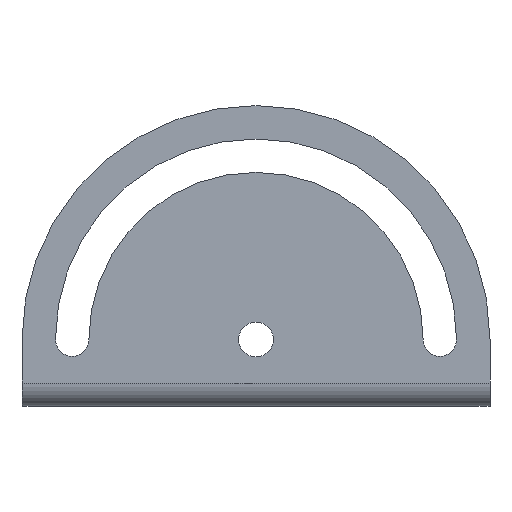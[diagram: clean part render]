
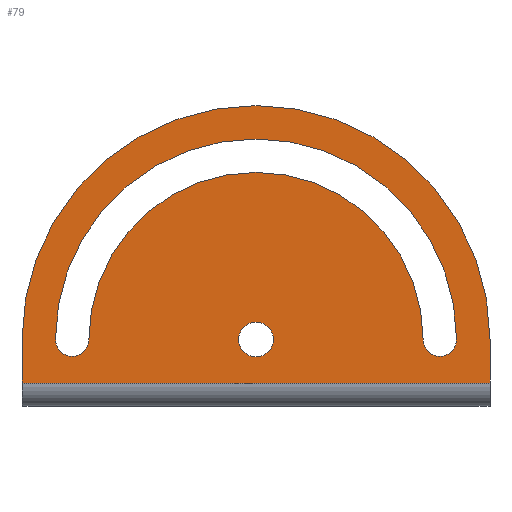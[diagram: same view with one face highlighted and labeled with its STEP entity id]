
A CAD part, front view. The second image highlights one B-rep face of the part: STEP entity #79.
In plain terms, the highlighted planar face has unit normal (0, -1, 0).
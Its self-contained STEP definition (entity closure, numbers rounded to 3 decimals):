
#9 = DIRECTION ( 'NONE',  ( 0., 0., 1. ) ) ;
#21 = CIRCLE ( 'NONE', #936, 2.5 ) ;
#39 = AXIS2_PLACEMENT_3D ( 'NONE', #440, #960, #949 ) ;
#79 = ADVANCED_FACE ( 'NONE', ( #829, #386, #460 ), #234, .T. ) ;
#84 = ORIENTED_EDGE ( 'NONE', *, *, #538, .F. ) ;
#88 = AXIS2_PLACEMENT_3D ( 'NONE', #403, #624, #248 ) ;
#92 = DIRECTION ( 'NONE',  ( 0., 0., -1. ) ) ;
#95 = CARTESIAN_POINT ( 'NONE',  ( 0., -9., 7.5 ) ) ;
#105 = EDGE_CURVE ( 'NONE', #230, #717, #21, .T. ) ;
#133 = CARTESIAN_POINT ( 'NONE',  ( -25., -9., 7.5 ) ) ;
#157 = CIRCLE ( 'NONE', #39, 35. ) ;
#159 = DIRECTION ( 'NONE',  ( 0., 1., 0. ) ) ;
#168 = CARTESIAN_POINT ( 'NONE',  ( 35., -9., 7.5 ) ) ;
#171 = ORIENTED_EDGE ( 'NONE', *, *, #264, .T. ) ;
#172 = CARTESIAN_POINT ( 'NONE',  ( 30., -9., 7.5 ) ) ;
#179 = ORIENTED_EDGE ( 'NONE', *, *, #416, .T. ) ;
#184 = AXIS2_PLACEMENT_3D ( 'NONE', #964, #426, #891 ) ;
#187 = EDGE_CURVE ( 'NONE', #366, #570, #675, .T. ) ;
#206 = CARTESIAN_POINT ( 'NONE',  ( 35., -9., 1. ) ) ;
#214 = ORIENTED_EDGE ( 'NONE', *, *, #374, .F. ) ;
#230 = VERTEX_POINT ( 'NONE', #270 ) ;
#231 = DIRECTION ( 'NONE',  ( 0., 0., -1. ) ) ;
#234 = PLANE ( 'NONE',  #364 ) ;
#238 = CIRCLE ( 'NONE', #365, 2.6 ) ;
#243 = CARTESIAN_POINT ( 'NONE',  ( 0., -9., 42.5 ) ) ;
#245 = CARTESIAN_POINT ( 'NONE',  ( 35., -9., 7.5 ) ) ;
#248 = DIRECTION ( 'NONE',  ( 0., 0., -1. ) ) ;
#264 = EDGE_CURVE ( 'NONE', #836, #377, #337, .T. ) ;
#267 = AXIS2_PLACEMENT_3D ( 'NONE', #308, #974, #901 ) ;
#270 = CARTESIAN_POINT ( 'NONE',  ( 25., -9., 7.5 ) ) ;
#274 = VECTOR ( 'NONE', #9, 1000. ) ;
#291 = CARTESIAN_POINT ( 'NONE',  ( 0., -9., 32.5 ) ) ;
#308 = CARTESIAN_POINT ( 'NONE',  ( 0., -9., 7.5 ) ) ;
#319 = DIRECTION ( 'NONE',  ( 0., -1., 0. ) ) ;
#334 = AXIS2_PLACEMENT_3D ( 'NONE', #95, #940, #775 ) ;
#337 = LINE ( 'NONE', #720, #799 ) ;
#339 = ORIENTED_EDGE ( 'NONE', *, *, #554, .T. ) ;
#343 = CARTESIAN_POINT ( 'NONE',  ( 0., -9., 37.5 ) ) ;
#362 = CARTESIAN_POINT ( 'NONE',  ( 0., -9., 10.1 ) ) ;
#364 = AXIS2_PLACEMENT_3D ( 'NONE', #392, #535, #910 ) ;
#365 = AXIS2_PLACEMENT_3D ( 'NONE', #808, #319, #909 ) ;
#366 = VERTEX_POINT ( 'NONE', #362 ) ;
#369 = CARTESIAN_POINT ( 'NONE',  ( -30., -9., 7.5 ) ) ;
#371 = EDGE_LOOP ( 'NONE', ( #171, #473, #339, #179, #666 ) ) ;
#374 = EDGE_CURVE ( 'NONE', #387, #871, #471, .T. ) ;
#377 = VERTEX_POINT ( 'NONE', #521 ) ;
#384 = DIRECTION ( 'NONE',  ( 0., -1., 0. ) ) ;
#386 = FACE_BOUND ( 'NONE', #697, .T. ) ;
#387 = VERTEX_POINT ( 'NONE', #369 ) ;
#392 = CARTESIAN_POINT ( 'NONE',  ( 0., -9., 7.5 ) ) ;
#395 = CIRCLE ( 'NONE', #935, 30. ) ;
#399 = DIRECTION ( 'NONE',  ( 0., 1., 0. ) ) ;
#400 = EDGE_CURVE ( 'NONE', #377, #433, #874, .T. ) ;
#403 = CARTESIAN_POINT ( 'NONE',  ( 0., -9., 7.5 ) ) ;
#407 = EDGE_LOOP ( 'NONE', ( #423, #963 ) ) ;
#416 = EDGE_CURVE ( 'NONE', #856, #586, #157, .T. ) ;
#423 = ORIENTED_EDGE ( 'NONE', *, *, #187, .F. ) ;
#426 = DIRECTION ( 'NONE',  ( 0., -1., 0. ) ) ;
#431 = DIRECTION ( 'NONE',  ( 1., 0., 0. ) ) ;
#433 = VERTEX_POINT ( 'NONE', #206 ) ;
#440 = CARTESIAN_POINT ( 'NONE',  ( 0., -9., 7.5 ) ) ;
#460 = FACE_OUTER_BOUND ( 'NONE', #371, .T. ) ;
#471 = CIRCLE ( 'NONE', #184, 2.5 ) ;
#473 = ORIENTED_EDGE ( 'NONE', *, *, #400, .T. ) ;
#490 = EDGE_CURVE ( 'NONE', #717, #594, #687, .T. ) ;
#509 = EDGE_CURVE ( 'NONE', #594, #387, #395, .T. ) ;
#521 = CARTESIAN_POINT ( 'NONE',  ( -35., -9., 1. ) ) ;
#535 = DIRECTION ( 'NONE',  ( 0., -1., 0. ) ) ;
#536 = DIRECTION ( 'NONE',  ( 0., -1., 0. ) ) ;
#538 = EDGE_CURVE ( 'NONE', #871, #877, #694, .T. ) ;
#542 = DIRECTION ( 'NONE',  ( 0., 0., -1. ) ) ;
#543 = EDGE_CURVE ( 'NONE', #877, #230, #820, .T. ) ;
#554 = EDGE_CURVE ( 'NONE', #433, #856, #754, .T. ) ;
#568 = AXIS2_PLACEMENT_3D ( 'NONE', #681, #159, #542 ) ;
#570 = VERTEX_POINT ( 'NONE', #693 ) ;
#575 = ORIENTED_EDGE ( 'NONE', *, *, #509, .F. ) ;
#581 = VECTOR ( 'NONE', #431, 1000. ) ;
#586 = VERTEX_POINT ( 'NONE', #243 ) ;
#594 = VERTEX_POINT ( 'NONE', #343 ) ;
#614 = CIRCLE ( 'NONE', #88, 35. ) ;
#624 = DIRECTION ( 'NONE',  ( 0., -1., 0. ) ) ;
#647 = ORIENTED_EDGE ( 'NONE', *, *, #105, .F. ) ;
#666 = ORIENTED_EDGE ( 'NONE', *, *, #913, .T. ) ;
#675 = CIRCLE ( 'NONE', #334, 2.6 ) ;
#681 = CARTESIAN_POINT ( 'NONE',  ( 0., -9., 7.5 ) ) ;
#687 = CIRCLE ( 'NONE', #267, 30. ) ;
#693 = CARTESIAN_POINT ( 'NONE',  ( 0., -9., 4.9 ) ) ;
#694 = CIRCLE ( 'NONE', #568, 25. ) ;
#697 = EDGE_LOOP ( 'NONE', ( #938, #647, #956, #84, #214, #575 ) ) ;
#717 = VERTEX_POINT ( 'NONE', #172 ) ;
#720 = CARTESIAN_POINT ( 'NONE',  ( -35., -9., 7.5 ) ) ;
#754 = LINE ( 'NONE', #168, #274 ) ;
#768 = CARTESIAN_POINT ( 'NONE',  ( 0., -9., 7.5 ) ) ;
#770 = DIRECTION ( 'NONE',  ( 0., 0., -1. ) ) ;
#775 = DIRECTION ( 'NONE',  ( 0., 0., -1. ) ) ;
#799 = VECTOR ( 'NONE', #92, 1000. ) ;
#808 = CARTESIAN_POINT ( 'NONE',  ( 0., -9., 7.5 ) ) ;
#813 = CARTESIAN_POINT ( 'NONE',  ( 0., -9., 1. ) ) ;
#820 = CIRCLE ( 'NONE', #865, 25. ) ;
#829 = FACE_BOUND ( 'NONE', #407, .T. ) ;
#832 = DIRECTION ( 'NONE',  ( 0., 0., -1. ) ) ;
#836 = VERTEX_POINT ( 'NONE', #903 ) ;
#856 = VERTEX_POINT ( 'NONE', #245 ) ;
#865 = AXIS2_PLACEMENT_3D ( 'NONE', #768, #399, #231 ) ;
#871 = VERTEX_POINT ( 'NONE', #133 ) ;
#872 = EDGE_CURVE ( 'NONE', #570, #366, #238, .T. ) ;
#874 = LINE ( 'NONE', #813, #581 ) ;
#877 = VERTEX_POINT ( 'NONE', #291 ) ;
#891 = DIRECTION ( 'NONE',  ( 0., 0., -1. ) ) ;
#901 = DIRECTION ( 'NONE',  ( 0., 0., -1. ) ) ;
#903 = CARTESIAN_POINT ( 'NONE',  ( -35., -9., 7.5 ) ) ;
#909 = DIRECTION ( 'NONE',  ( 0., 0., -1. ) ) ;
#910 = DIRECTION ( 'NONE',  ( 0., 0., -1. ) ) ;
#913 = EDGE_CURVE ( 'NONE', #586, #836, #614, .T. ) ;
#935 = AXIS2_PLACEMENT_3D ( 'NONE', #969, #536, #832 ) ;
#936 = AXIS2_PLACEMENT_3D ( 'NONE', #975, #384, #770 ) ;
#938 = ORIENTED_EDGE ( 'NONE', *, *, #490, .F. ) ;
#940 = DIRECTION ( 'NONE',  ( 0., -1., 0. ) ) ;
#949 = DIRECTION ( 'NONE',  ( 0., 0., -1. ) ) ;
#956 = ORIENTED_EDGE ( 'NONE', *, *, #543, .F. ) ;
#960 = DIRECTION ( 'NONE',  ( 0., -1., 0. ) ) ;
#963 = ORIENTED_EDGE ( 'NONE', *, *, #872, .F. ) ;
#964 = CARTESIAN_POINT ( 'NONE',  ( -27.5, -9., 7.5 ) ) ;
#969 = CARTESIAN_POINT ( 'NONE',  ( 0., -9., 7.5 ) ) ;
#974 = DIRECTION ( 'NONE',  ( 0., -1., 0. ) ) ;
#975 = CARTESIAN_POINT ( 'NONE',  ( 27.5, -9., 7.5 ) ) ;
